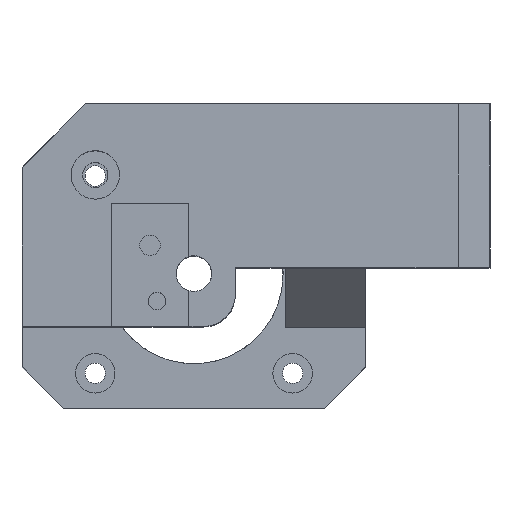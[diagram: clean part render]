
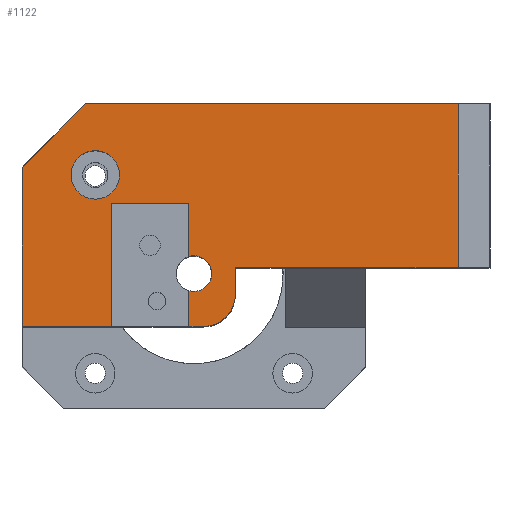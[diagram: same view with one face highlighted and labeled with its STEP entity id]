
A CAD part, top view. The second image highlights one B-rep face of the part: STEP entity #1122.
In plain terms, the highlighted planar face has unit normal (0, 0, 1).
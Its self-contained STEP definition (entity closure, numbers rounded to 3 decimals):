
#289 = VERTEX_POINT('',#290);
#290 = CARTESIAN_POINT('',(81.141,976.278,47.945));
#296 = EDGE_CURVE('',#289,#297,#299,.T.);
#297 = VERTEX_POINT('',#298);
#298 = CARTESIAN_POINT('',(78.841,976.278,47.945));
#299 = LINE('',#300,#301);
#300 = CARTESIAN_POINT('',(78.846,976.278,47.945));
#301 = VECTOR('',#302,1.);
#302 = DIRECTION('',(-1.,0.,0.));
#321 = VERTEX_POINT('',#322);
#322 = CARTESIAN_POINT('',(66.651,976.278,47.945));
#328 = EDGE_CURVE('',#329,#321,#331,.T.);
#329 = VERTEX_POINT('',#330);
#330 = CARTESIAN_POINT('',(52.641,976.278,47.945));
#331 = LINE('',#332,#333);
#332 = CARTESIAN_POINT('',(66.426,976.278,47.945));
#333 = VECTOR('',#334,1.);
#334 = DIRECTION('',(1.,0.,0.));
#598 = VERTEX_POINT('',#599);
#599 = CARTESIAN_POINT('',(121.141,985.528,47.945));
#605 = EDGE_CURVE('',#598,#606,#608,.T.);
#606 = VERTEX_POINT('',#607);
#607 = CARTESIAN_POINT('',(86.141,985.528,47.945));
#608 = LINE('',#609,#610);
#609 = CARTESIAN_POINT('',(90.997,985.528,47.945));
#610 = VECTOR('',#611,1.);
#611 = DIRECTION('',(-1.,0.,0.));
#1073 = EDGE_CURVE('',#1074,#329,#1076,.T.);
#1074 = VERTEX_POINT('',#1075);
#1075 = CARTESIAN_POINT('',(52.641,1001.228,47.945));
#1076 = LINE('',#1077,#1078);
#1077 = CARTESIAN_POINT('',(52.641,981.328,47.945));
#1078 = VECTOR('',#1079,1.);
#1079 = DIRECTION('',(0.,-1.,0.));
#1122 = ADVANCED_FACE('',(#1123,#1214),#1225,.T.);
#1123 = FACE_BOUND('',#1124,.T.);
#1124 = EDGE_LOOP('',(#1125,#1135,#1141,#1142,#1143,#1151,#1159,#1167,
    #1176,#1185,#1191,#1192,#1201,#1207,#1208));
#1125 = ORIENTED_EDGE('',*,*,#1126,.F.);
#1126 = EDGE_CURVE('',#1127,#1129,#1131,.T.);
#1127 = VERTEX_POINT('',#1128);
#1128 = CARTESIAN_POINT('',(62.691,1011.278,47.945));
#1129 = VERTEX_POINT('',#1130);
#1130 = CARTESIAN_POINT('',(121.141,1011.278,47.945));
#1131 = LINE('',#1132,#1133);
#1132 = CARTESIAN_POINT('',(98.156,1011.278,47.945));
#1133 = VECTOR('',#1134,1.);
#1134 = DIRECTION('',(1.,0.,0.));
#1135 = ORIENTED_EDGE('',*,*,#1136,.T.);
#1136 = EDGE_CURVE('',#1127,#1074,#1137,.T.);
#1137 = LINE('',#1138,#1139);
#1138 = CARTESIAN_POINT('',(64.7,1013.288,47.945));
#1139 = VECTOR('',#1140,1.);
#1140 = DIRECTION('',(-0.707,-0.707,0.));
#1141 = ORIENTED_EDGE('',*,*,#1073,.T.);
#1142 = ORIENTED_EDGE('',*,*,#328,.T.);
#1143 = ORIENTED_EDGE('',*,*,#1144,.F.);
#1144 = EDGE_CURVE('',#1145,#321,#1147,.T.);
#1145 = VERTEX_POINT('',#1146);
#1146 = CARTESIAN_POINT('',(66.651,995.528,47.945));
#1147 = LINE('',#1148,#1149);
#1148 = CARTESIAN_POINT('',(66.651,991.676,47.945));
#1149 = VECTOR('',#1150,1.);
#1150 = DIRECTION('',(0.,-1.,0.));
#1151 = ORIENTED_EDGE('',*,*,#1152,.F.);
#1152 = EDGE_CURVE('',#1153,#1145,#1155,.T.);
#1153 = VERTEX_POINT('',#1154);
#1154 = CARTESIAN_POINT('',(78.841,995.528,47.945));
#1155 = LINE('',#1156,#1157);
#1156 = CARTESIAN_POINT('',(78.626,995.528,47.945));
#1157 = VECTOR('',#1158,1.);
#1158 = DIRECTION('',(-1.,0.,0.));
#1159 = ORIENTED_EDGE('',*,*,#1160,.F.);
#1160 = EDGE_CURVE('',#1161,#1153,#1163,.T.);
#1161 = VERTEX_POINT('',#1162);
#1162 = CARTESIAN_POINT('',(78.841,987.262,47.945));
#1163 = LINE('',#1164,#1165);
#1164 = CARTESIAN_POINT('',(78.841,985.528,47.945));
#1165 = VECTOR('',#1166,1.);
#1166 = DIRECTION('',(0.,1.,0.));
#1167 = ORIENTED_EDGE('',*,*,#1168,.T.);
#1168 = EDGE_CURVE('',#1161,#1169,#1171,.T.);
#1169 = VERTEX_POINT('',#1170);
#1170 = CARTESIAN_POINT('',(82.441,984.578,47.945));
#1171 = CIRCLE('',#1172,2.8);
#1172 = AXIS2_PLACEMENT_3D('',#1173,#1174,#1175);
#1173 = CARTESIAN_POINT('',(79.641,984.578,47.945));
#1174 = DIRECTION('',(0.,0.,-1.));
#1175 = DIRECTION('',(1.,0.,0.));
#1176 = ORIENTED_EDGE('',*,*,#1177,.T.);
#1177 = EDGE_CURVE('',#1169,#1178,#1180,.T.);
#1178 = VERTEX_POINT('',#1179);
#1179 = CARTESIAN_POINT('',(78.841,981.895,47.945));
#1180 = CIRCLE('',#1181,2.8);
#1181 = AXIS2_PLACEMENT_3D('',#1182,#1183,#1184);
#1182 = CARTESIAN_POINT('',(79.641,984.578,47.945));
#1183 = DIRECTION('',(0.,0.,-1.));
#1184 = DIRECTION('',(1.,0.,0.));
#1185 = ORIENTED_EDGE('',*,*,#1186,.F.);
#1186 = EDGE_CURVE('',#297,#1178,#1187,.T.);
#1187 = LINE('',#1188,#1189);
#1188 = CARTESIAN_POINT('',(78.841,985.528,47.945));
#1189 = VECTOR('',#1190,1.);
#1190 = DIRECTION('',(0.,1.,0.));
#1191 = ORIENTED_EDGE('',*,*,#296,.F.);
#1192 = ORIENTED_EDGE('',*,*,#1193,.T.);
#1193 = EDGE_CURVE('',#289,#1194,#1196,.T.);
#1194 = VERTEX_POINT('',#1195);
#1195 = CARTESIAN_POINT('',(86.141,981.278,47.945));
#1196 = CIRCLE('',#1197,5.);
#1197 = AXIS2_PLACEMENT_3D('',#1198,#1199,#1200);
#1198 = CARTESIAN_POINT('',(81.141,981.278,47.945));
#1199 = DIRECTION('',(0.,0.,1.));
#1200 = DIRECTION('',(1.,0.,0.));
#1201 = ORIENTED_EDGE('',*,*,#1202,.T.);
#1202 = EDGE_CURVE('',#1194,#606,#1203,.T.);
#1203 = LINE('',#1204,#1205);
#1204 = CARTESIAN_POINT('',(86.141,976.278,47.945));
#1205 = VECTOR('',#1206,1.);
#1206 = DIRECTION('',(0.,1.,0.));
#1207 = ORIENTED_EDGE('',*,*,#605,.F.);
#1208 = ORIENTED_EDGE('',*,*,#1209,.T.);
#1209 = EDGE_CURVE('',#598,#1129,#1210,.T.);
#1210 = LINE('',#1211,#1212);
#1211 = CARTESIAN_POINT('',(121.141,985.528,47.945));
#1212 = VECTOR('',#1213,1.);
#1213 = DIRECTION('',(0.,1.,0.));
#1214 = FACE_BOUND('',#1215,.T.);
#1215 = EDGE_LOOP('',(#1216));
#1216 = ORIENTED_EDGE('',*,*,#1217,.F.);
#1217 = EDGE_CURVE('',#1218,#1218,#1220,.T.);
#1218 = VERTEX_POINT('',#1219);
#1219 = CARTESIAN_POINT('',(67.941,1000.078,47.945));
#1220 = CIRCLE('',#1221,3.8);
#1221 = AXIS2_PLACEMENT_3D('',#1222,#1223,#1224);
#1222 = CARTESIAN_POINT('',(64.141,1000.078,47.945));
#1223 = DIRECTION('',(0.,0.,1.));
#1224 = DIRECTION('',(1.,0.,0.));
#1225 = PLANE('',#1226);
#1226 = AXIS2_PLACEMENT_3D('',#1227,#1228,#1229);
#1227 = CARTESIAN_POINT('',(84.168,994.505,47.945));
#1228 = DIRECTION('',(0.,0.,1.));
#1229 = DIRECTION('',(1.,0.,0.));
